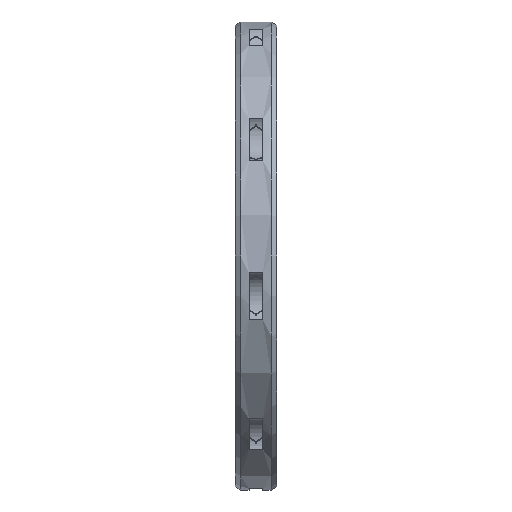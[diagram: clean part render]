
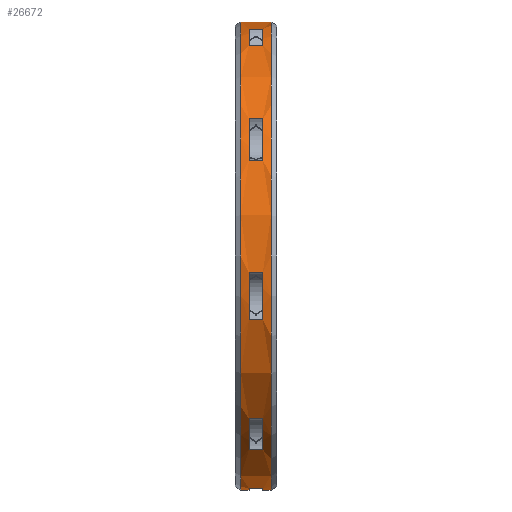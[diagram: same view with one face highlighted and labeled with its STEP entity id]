
A CAD part, left-side view. The second image highlights one B-rep face of the part: STEP entity #26672.
In plain terms, the highlighted cylindrical face has radius 85 mm (diameter 170 mm), a partial arc.
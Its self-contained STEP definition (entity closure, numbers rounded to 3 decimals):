
#24913=CARTESIAN_POINT('',(0.,-2.5,0.));
#24914=DIRECTION('',(0.,-1.,0.));
#24915=DIRECTION('',(-0.102,0.,-0.995));
#24916=AXIS2_PLACEMENT_3D('',#24913,#24914,#24915);
#24921=DIRECTION('',(0.,-1.,0.));
#24922=VECTOR('',#24921,5.);
#24923=CARTESIAN_POINT('',(-8.691,2.5,-84.554));
#24924=LINE('',#24923,#24922);
#24928=CARTESIAN_POINT('',(0.,2.5,0.));
#24929=DIRECTION('',(0.,-1.,0.));
#24930=DIRECTION('',(-0.102,0.,-0.995));
#24931=AXIS2_PLACEMENT_3D('',#24928,#24929,#24930);
#24936=DIRECTION('',(0.,1.,0.));
#24937=VECTOR('',#24936,3.);
#24938=CARTESIAN_POINT('',(0.,2.5,-85.));
#24939=LINE('',#24938,#24937);
#24943=DIRECTION('',(0.,1.,0.));
#24944=VECTOR('',#24943,11.);
#24945=CARTESIAN_POINT('',(0.,-5.5,85.));
#24946=LINE('',#24945,#24944);
#24950=CARTESIAN_POINT('',(0.,-5.5,0.));
#24951=DIRECTION('',(0.,1.,0.));
#24952=DIRECTION('',(0.,0.,-1.));
#24953=AXIS2_PLACEMENT_3D('',#24950,#24951,#24952);
#24958=DIRECTION('',(0.,1.,0.));
#24959=VECTOR('',#24958,3.);
#24960=CARTESIAN_POINT('',(0.,-5.5,-85.));
#24961=LINE('',#24960,#24959);
#24965=CARTESIAN_POINT('',(0.,-2.5,0.));
#24966=DIRECTION('',(0.,-1.,0.));
#24967=DIRECTION('',(-0.244,0.,0.97));
#24968=AXIS2_PLACEMENT_3D('',#24965,#24966,#24967);
#24973=DIRECTION('',(0.,-1.,0.));
#24974=VECTOR('',#24973,5.);
#24975=CARTESIAN_POINT('',(-20.752,2.5,82.428));
#24976=LINE('',#24975,#24974);
#24980=CARTESIAN_POINT('',(0.,2.5,0.));
#24981=DIRECTION('',(0.,-1.,0.));
#24982=DIRECTION('',(-0.244,0.,0.97));
#24983=AXIS2_PLACEMENT_3D('',#24980,#24981,#24982);
#24988=DIRECTION('',(0.,-1.,0.));
#24989=VECTOR('',#24988,5.);
#24990=CARTESIAN_POINT('',(-37.087,2.5,76.483));
#24991=LINE('',#24990,#24989);
#24995=CARTESIAN_POINT('',(0.,-2.5,0.));
#24996=DIRECTION('',(0.,-1.,0.));
#24997=DIRECTION('',(-0.81,0.,0.586));
#24998=AXIS2_PLACEMENT_3D('',#24995,#24996,#24997);
#25003=DIRECTION('',(0.,-1.,0.));
#25004=VECTOR('',#25003,5.);
#25005=CARTESIAN_POINT('',(-68.881,2.5,49.804));
#25006=LINE('',#25005,#25004);
#25010=CARTESIAN_POINT('',(0.,2.5,0.));
#25011=DIRECTION('',(0.,-1.,0.));
#25012=DIRECTION('',(-0.81,0.,0.586));
#25013=AXIS2_PLACEMENT_3D('',#25010,#25011,#25012);
#25018=DIRECTION('',(0.,-1.,0.));
#25019=VECTOR('',#25018,5.);
#25020=CARTESIAN_POINT('',(-77.572,2.5,34.75));
#25021=LINE('',#25020,#25019);
#25025=CARTESIAN_POINT('',(0.,-2.5,0.));
#25026=DIRECTION('',(0.,-1.,0.));
#25027=DIRECTION('',(-0.997,0.,-0.072));
#25028=AXIS2_PLACEMENT_3D('',#25025,#25026,#25027);
#25033=DIRECTION('',(0.,-1.,0.));
#25034=VECTOR('',#25033,5.);
#25035=CARTESIAN_POINT('',(-84.779,2.5,-6.123));
#25036=LINE('',#25035,#25034);
#25040=CARTESIAN_POINT('',(0.,2.5,0.));
#25041=DIRECTION('',(0.,-1.,0.));
#25042=DIRECTION('',(-0.997,0.,-0.072));
#25043=AXIS2_PLACEMENT_3D('',#25040,#25041,#25042);
#25048=DIRECTION('',(0.,-1.,0.));
#25049=VECTOR('',#25048,5.);
#25050=CARTESIAN_POINT('',(-81.761,2.5,-23.242));
#25051=LINE('',#25050,#25049);
#25055=CARTESIAN_POINT('',(0.,-2.5,0.));
#25056=DIRECTION('',(0.,-1.,0.));
#25057=DIRECTION('',(-0.718,0.,-0.696));
#25058=AXIS2_PLACEMENT_3D('',#25055,#25056,#25057);
#25063=DIRECTION('',(0.,-1.,0.));
#25064=VECTOR('',#25063,5.);
#25065=CARTESIAN_POINT('',(-61.009,2.5,-59.186));
#25066=LINE('',#25065,#25064);
#25070=CARTESIAN_POINT('',(0.,2.5,0.));
#25071=DIRECTION('',(0.,-1.,0.));
#25072=DIRECTION('',(-0.718,0.,-0.696));
#25073=AXIS2_PLACEMENT_3D('',#25070,#25071,#25072);
#25078=DIRECTION('',(0.,-1.,0.));
#25079=VECTOR('',#25078,5.);
#25080=CARTESIAN_POINT('',(-47.693,2.5,-70.359));
#25081=LINE('',#25080,#25079);
#25115=CARTESIAN_POINT('',(0.,5.5,0.));
#25116=DIRECTION('',(0.,1.,0.));
#25117=DIRECTION('',(0.,0.,-1.));
#25118=AXIS2_PLACEMENT_3D('',#25115,#25116,#25117);
#25654=CARTESIAN_POINT('',(0.,-5.5,-85.));
#25656=VERTEX_POINT('',#25654);
#25657=CARTESIAN_POINT('',(0.,5.5,-85.));
#25659=VERTEX_POINT('',#25657);
#25686=CARTESIAN_POINT('',(0.,-5.5,85.));
#25688=VERTEX_POINT('',#25686);
#25689=CARTESIAN_POINT('',(0.,5.5,85.));
#25690=VERTEX_POINT('',#25689);
#25703=CARTESIAN_POINT('',(0.,-2.5,-85.));
#25705=VERTEX_POINT('',#25703);
#25707=CARTESIAN_POINT('',(0.,2.5,-85.));
#25709=VERTEX_POINT('',#25707);
#25717=CARTESIAN_POINT('',(-8.691,-2.5,-84.554));
#25718=VERTEX_POINT('',#25717);
#25719=CARTESIAN_POINT('',(-8.691,2.5,-84.554));
#25720=VERTEX_POINT('',#25719);
#25813=CARTESIAN_POINT('',(-20.752,-2.5,82.428));
#25814=CARTESIAN_POINT('',(-37.087,-2.5,76.483));
#25815=VERTEX_POINT('',#25813);
#25816=VERTEX_POINT('',#25814);
#25817=CARTESIAN_POINT('',(-20.752,2.5,82.428));
#25818=CARTESIAN_POINT('',(-37.087,2.5,76.483));
#25819=VERTEX_POINT('',#25817);
#25820=VERTEX_POINT('',#25818);
#25833=CARTESIAN_POINT('',(-68.881,-2.5,49.804));
#25834=CARTESIAN_POINT('',(-77.572,-2.5,34.75));
#25835=VERTEX_POINT('',#25833);
#25836=VERTEX_POINT('',#25834);
#25837=CARTESIAN_POINT('',(-68.881,2.5,49.804));
#25838=CARTESIAN_POINT('',(-77.572,2.5,34.75));
#25839=VERTEX_POINT('',#25837);
#25840=VERTEX_POINT('',#25838);
#25853=CARTESIAN_POINT('',(-84.779,-2.5,-6.123));
#25854=CARTESIAN_POINT('',(-81.761,-2.5,-23.242));
#25855=VERTEX_POINT('',#25853);
#25856=VERTEX_POINT('',#25854);
#25857=CARTESIAN_POINT('',(-84.779,2.5,-6.123));
#25858=CARTESIAN_POINT('',(-81.761,2.5,-23.242));
#25859=VERTEX_POINT('',#25857);
#25860=VERTEX_POINT('',#25858);
#25873=CARTESIAN_POINT('',(-61.009,-2.5,-59.186));
#25874=CARTESIAN_POINT('',(-47.693,-2.5,-70.359));
#25875=VERTEX_POINT('',#25873);
#25876=VERTEX_POINT('',#25874);
#25877=CARTESIAN_POINT('',(-61.009,2.5,-59.186));
#25878=CARTESIAN_POINT('',(-47.693,2.5,-70.359));
#25879=VERTEX_POINT('',#25877);
#25880=VERTEX_POINT('',#25878);
#26617=CARTESIAN_POINT('',(0.,184.924,0.));
#26618=DIRECTION('',(0.,-1.,0.));
#26619=DIRECTION('',(0.,0.,1.));
#26620=AXIS2_PLACEMENT_3D('',#26617,#26618,#26619);
#26621=CYLINDRICAL_SURFACE('',#26620,85.);
#26622=ORIENTED_EDGE('',*,*,#26363,.F.);
#26624=ORIENTED_EDGE('',*,*,#26623,.F.);
#26626=ORIENTED_EDGE('',*,*,#26625,.T.);
#26627=ORIENTED_EDGE('',*,*,#26302,.T.);
#26629=ORIENTED_EDGE('',*,*,#26628,.T.);
#26630=ORIENTED_EDGE('',*,*,#26298,.F.);
#26632=ORIENTED_EDGE('',*,*,#26631,.F.);
#26633=ORIENTED_EDGE('',*,*,#26294,.T.);
#26634=EDGE_LOOP('',(#26622,#26624,#26626,#26627,#26629,#26630,#26632,#26633));
#26635=FACE_OUTER_BOUND('',#26634,.F.);
#26637=ORIENTED_EDGE('',*,*,#26636,.F.);
#26639=ORIENTED_EDGE('',*,*,#26638,.F.);
#26641=ORIENTED_EDGE('',*,*,#26640,.T.);
#26643=ORIENTED_EDGE('',*,*,#26642,.T.);
#26644=EDGE_LOOP('',(#26637,#26639,#26641,#26643));
#26645=FACE_BOUND('',#26644,.F.);
#26647=ORIENTED_EDGE('',*,*,#26646,.F.);
#26649=ORIENTED_EDGE('',*,*,#26648,.F.);
#26651=ORIENTED_EDGE('',*,*,#26650,.T.);
#26653=ORIENTED_EDGE('',*,*,#26652,.T.);
#26654=EDGE_LOOP('',(#26647,#26649,#26651,#26653));
#26655=FACE_BOUND('',#26654,.F.);
#26657=ORIENTED_EDGE('',*,*,#26656,.F.);
#26659=ORIENTED_EDGE('',*,*,#26658,.F.);
#26661=ORIENTED_EDGE('',*,*,#26660,.T.);
#26663=ORIENTED_EDGE('',*,*,#26662,.T.);
#26664=EDGE_LOOP('',(#26657,#26659,#26661,#26663));
#26665=FACE_BOUND('',#26664,.F.);
#26666=ORIENTED_EDGE('',*,*,#26485,.F.);
#26667=ORIENTED_EDGE('',*,*,#26509,.F.);
#26668=ORIENTED_EDGE('',*,*,#26604,.T.);
#26669=ORIENTED_EDGE('',*,*,#26531,.T.);
#26670=EDGE_LOOP('',(#26666,#26667,#26668,#26669));
#26671=FACE_BOUND('',#26670,.F.);
#24917=CIRCLE('',#24916,85.);
#24932=CIRCLE('',#24931,85.);
#24954=CIRCLE('',#24953,85.);
#24969=CIRCLE('',#24968,85.);
#24984=CIRCLE('',#24983,85.);
#24999=CIRCLE('',#24998,85.);
#25014=CIRCLE('',#25013,85.);
#25029=CIRCLE('',#25028,85.);
#25044=CIRCLE('',#25043,85.);
#25059=CIRCLE('',#25058,85.);
#25074=CIRCLE('',#25073,85.);
#25119=CIRCLE('',#25118,85.);
#26294=EDGE_CURVE('',#25656,#25705,#24961,.T.);
#26298=EDGE_CURVE('',#25688,#25690,#24946,.T.);
#26302=EDGE_CURVE('',#25709,#25659,#24939,.T.);
#26363=EDGE_CURVE('',#25718,#25705,#24917,.T.);
#26485=EDGE_CURVE('',#25875,#25876,#25059,.T.);
#26509=EDGE_CURVE('',#25879,#25875,#25066,.T.);
#26531=EDGE_CURVE('',#25880,#25876,#25081,.T.);
#26604=EDGE_CURVE('',#25879,#25880,#25074,.T.);
#26623=EDGE_CURVE('',#25720,#25718,#24924,.T.);
#26625=EDGE_CURVE('',#25720,#25709,#24932,.T.);
#26628=EDGE_CURVE('',#25659,#25690,#25119,.T.);
#26631=EDGE_CURVE('',#25656,#25688,#24954,.T.);
#26636=EDGE_CURVE('',#25815,#25816,#24969,.T.);
#26638=EDGE_CURVE('',#25819,#25815,#24976,.T.);
#26640=EDGE_CURVE('',#25819,#25820,#24984,.T.);
#26642=EDGE_CURVE('',#25820,#25816,#24991,.T.);
#26646=EDGE_CURVE('',#25835,#25836,#24999,.T.);
#26648=EDGE_CURVE('',#25839,#25835,#25006,.T.);
#26650=EDGE_CURVE('',#25839,#25840,#25014,.T.);
#26652=EDGE_CURVE('',#25840,#25836,#25021,.T.);
#26656=EDGE_CURVE('',#25855,#25856,#25029,.T.);
#26658=EDGE_CURVE('',#25859,#25855,#25036,.T.);
#26660=EDGE_CURVE('',#25859,#25860,#25044,.T.);
#26662=EDGE_CURVE('',#25860,#25856,#25051,.T.);
#26672=ADVANCED_FACE('',(#26635,#26645,#26655,#26665,#26671),#26621,.T.);
